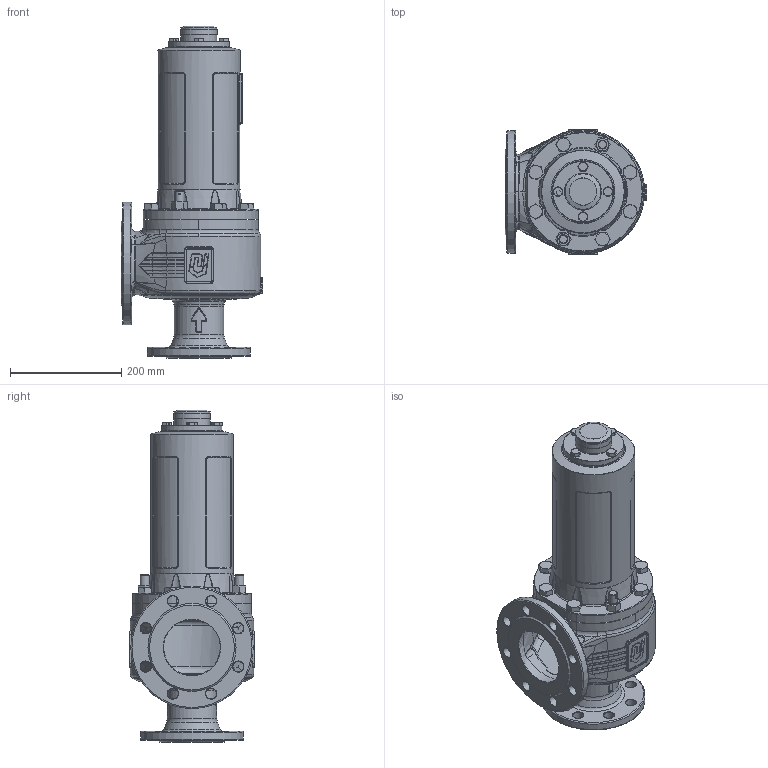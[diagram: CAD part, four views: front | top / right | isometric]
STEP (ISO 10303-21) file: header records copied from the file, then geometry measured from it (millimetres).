
FILE_DESCRIPTION(('HOOPS Exchange Step'),'2;1');
FILE_NAME('SF0600_DN65_65-100.stp','2025-06-27T13:17:08+02:00',('nieru'),('Unknown organisation'),'HOOPS Exchange 2024.2','HOOPS Exchange','Unknown authorisation');
FILE_SCHEMA( ('AP203_CONFIGURATION_CONTROLLED_3D_DESIGN_OF_MECHANICAL_PARTS_AND_ASSEMBLIES_MIM_LF') );
Length unit declared in the file: millimetre
Products named in the file (2): 0; root
Assembly tree (1 placements, depth 2):
  root
    0
Bounding box: 255 x 226.17 x 596.75 mm (x, y, z)
Volume: 8663252.9 mm3; surface area: 726922.8 mm2
Topology: 19 solids, 19 shells, 1321 faces, 3210 edges, 1940 vertices
Faces by surface type: bspline 489, cylinder 291, plane 273, torus 155, cone 112, sphere 1
Full cylindrical faces by diameter (mm): 2 x1, 3 x1, 13.835 x2, 14.63 x4, 16 x2, 19 x16, 22.49 x6, 62.8 x1, 65 x3, 67 x1, 67.29 x1, 87.067 x1, 89 x1, 110 x1, 132 x1, 149 x1, 185 x1, 220 x1
Entity records: 110613 total; most frequent: CARTESIAN_POINT 82903, ORIENTED_EDGE 6310, DIRECTION 4606, EDGE_CURVE 3155, VERTEX_POINT 1941, AXIS2_PLACEMENT_3D 1912, EDGE_LOOP 1436, FACE_BOUND 1436
